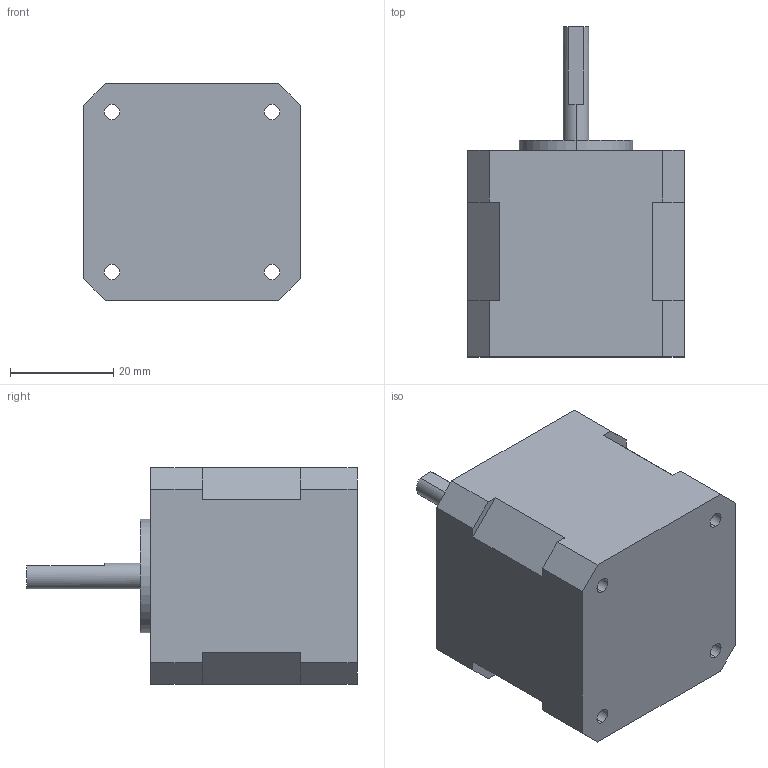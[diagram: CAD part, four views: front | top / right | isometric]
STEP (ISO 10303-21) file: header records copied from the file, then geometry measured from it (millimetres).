
FILE_DESCRIPTION (( 'STEP AP214' ), '1' );
FILE_NAME ('42HS40S403D0524-001.STEP', '2019-08-19T04:59:14', ( 'wimxt.com' ), ( 'wimxt.com' ), 'SwSTEP 2.0', 'SolidWorks 2014', '' );
FILE_SCHEMA (( 'AUTOMOTIVE_DESIGN' ));
Length unit declared in the file: millimetre
Products named in the file (1): 42HS40S403D0524-001
Bounding box: 42 x 64 x 42 mm (x, y, z)
Volume: 68404.3 mm3; surface area: 11709.9 mm2
Topology: 1 solids, 1 shells, 42 faces, 114 edges, 76 vertices
Faces by surface type: plane 30, cylinder 12
Entity records: 1374 total; most frequent: CARTESIAN_POINT 233, ORIENTED_EDGE 228, DIRECTION 226, EDGE_CURVE 114, VECTOR 88, LINE 88, VERTEX_POINT 76, AXIS2_PLACEMENT_3D 69
